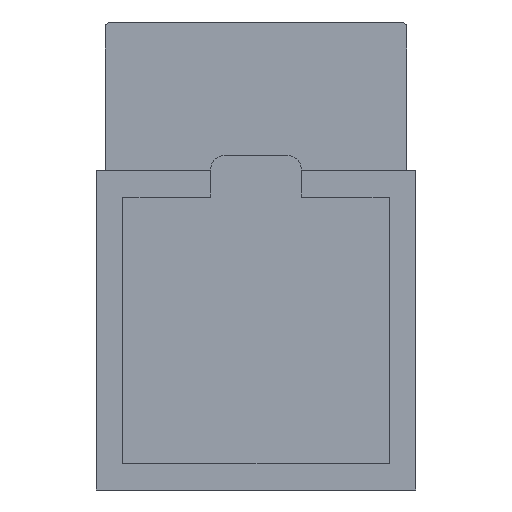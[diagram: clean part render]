
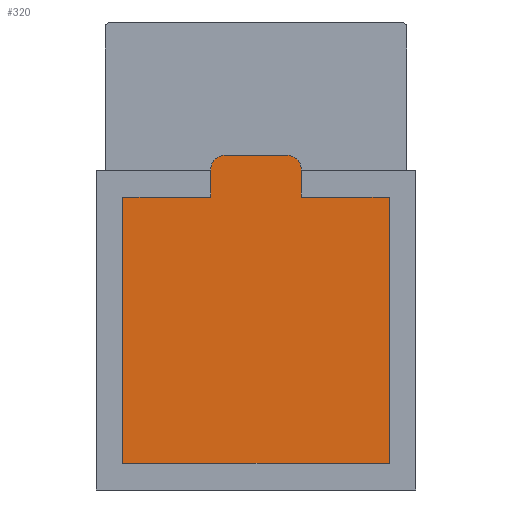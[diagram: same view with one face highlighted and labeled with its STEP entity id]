
A CAD part, front view. The second image highlights one B-rep face of the part: STEP entity #320.
In plain terms, the highlighted planar face has unit normal (0, -1, 0).
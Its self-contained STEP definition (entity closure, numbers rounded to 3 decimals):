
#5 = LINE ( 'NONE', #1903, #1281 ) ;
#25 = VECTOR ( 'NONE', #1079, 1000. ) ;
#58 = AXIS2_PLACEMENT_3D ( 'NONE', #593, #1528, #353 ) ;
#74 = PLANE ( 'NONE',  #1394 ) ;
#94 = CIRCLE ( 'NONE', #58, 0.5 ) ;
#101 = VERTEX_POINT ( 'NONE', #1003 ) ;
#109 = DIRECTION ( 'NONE',  ( 0., 0., -1. ) ) ;
#120 = CARTESIAN_POINT ( 'NONE',  ( 0., 0., 0. ) ) ;
#142 = DIRECTION ( 'NONE',  ( 0., -1., 0. ) ) ;
#152 = CARTESIAN_POINT ( 'NONE',  ( -1.538, 0., 5.413 ) ) ;
#174 = VECTOR ( 'NONE', #1942, 1000. ) ;
#194 = EDGE_LOOP ( 'NONE', ( #985, #266, #2160, #222, #619, #553, #2389, #898, #1393, #865 ) ) ;
#222 = ORIENTED_EDGE ( 'NONE', *, *, #1157, .T. ) ;
#261 = LINE ( 'NONE', #1727, #2409 ) ;
#266 = ORIENTED_EDGE ( 'NONE', *, *, #1063, .T. ) ;
#295 = CARTESIAN_POINT ( 'NONE',  ( -4.5, 0., -4.5 ) ) ;
#320 = ADVANCED_FACE ( 'NONE', ( #1764 ), #74, .F. ) ;
#337 = EDGE_CURVE ( 'NONE', #414, #615, #1603, .T. ) ;
#353 = DIRECTION ( 'NONE',  ( 0., 0., 1. ) ) ;
#414 = VERTEX_POINT ( 'NONE', #2397 ) ;
#460 = CARTESIAN_POINT ( 'NONE',  ( -1.538, 0., 5.913 ) ) ;
#513 = EDGE_CURVE ( 'NONE', #101, #1174, #1360, .T. ) ;
#553 = ORIENTED_EDGE ( 'NONE', *, *, #688, .T. ) ;
#593 = CARTESIAN_POINT ( 'NONE',  ( -1.038, 0., 5.413 ) ) ;
#611 = CARTESIAN_POINT ( 'NONE',  ( 4.5, 0., -4.5 ) ) ;
#615 = VERTEX_POINT ( 'NONE', #690 ) ;
#617 = CARTESIAN_POINT ( 'NONE',  ( 4.5, 0., 4.5 ) ) ;
#619 = ORIENTED_EDGE ( 'NONE', *, *, #337, .T. ) ;
#688 = EDGE_CURVE ( 'NONE', #615, #101, #5, .T. ) ;
#690 = CARTESIAN_POINT ( 'NONE',  ( -4.5, 0., -4.5 ) ) ;
#699 = CARTESIAN_POINT ( 'NONE',  ( -4.5, 0., 4.5 ) ) ;
#721 = VECTOR ( 'NONE', #987, 1000. ) ;
#735 = CARTESIAN_POINT ( 'NONE',  ( -4.5, 0., 4.5 ) ) ;
#788 = CARTESIAN_POINT ( 'NONE',  ( 1.038, 0., 5.913 ) ) ;
#865 = ORIENTED_EDGE ( 'NONE', *, *, #975, .T. ) ;
#895 = DIRECTION ( 'NONE',  ( 0., 0., 1. ) ) ;
#898 = ORIENTED_EDGE ( 'NONE', *, *, #1756, .T. ) ;
#975 = EDGE_CURVE ( 'NONE', #1324, #1928, #2419, .T. ) ;
#985 = ORIENTED_EDGE ( 'NONE', *, *, #1311, .T. ) ;
#987 = DIRECTION ( 'NONE',  ( 0., 0., 1. ) ) ;
#994 = VERTEX_POINT ( 'NONE', #152 ) ;
#1003 = CARTESIAN_POINT ( 'NONE',  ( 4.5, 0., -4.5 ) ) ;
#1012 = DIRECTION ( 'NONE',  ( 0., 0., 1. ) ) ;
#1063 = EDGE_CURVE ( 'NONE', #1734, #994, #94, .T. ) ;
#1079 = DIRECTION ( 'NONE',  ( -1., 0., 0. ) ) ;
#1090 = CARTESIAN_POINT ( 'NONE',  ( 1.038, 0., 5.413 ) ) ;
#1155 = DIRECTION ( 'NONE',  ( 1., 0., 0. ) ) ;
#1157 = EDGE_CURVE ( 'NONE', #1966, #414, #1905, .T. ) ;
#1174 = VERTEX_POINT ( 'NONE', #617 ) ;
#1195 = CARTESIAN_POINT ( 'NONE',  ( -1.538, 0., 3.087 ) ) ;
#1222 = DIRECTION ( 'NONE',  ( -1., 0., 0. ) ) ;
#1255 = CARTESIAN_POINT ( 'NONE',  ( 1.538, 0., 4.5 ) ) ;
#1276 = EDGE_CURVE ( 'NONE', #994, #1966, #1759, .T. ) ;
#1281 = VECTOR ( 'NONE', #1155, 1000. ) ;
#1311 = EDGE_CURVE ( 'NONE', #1928, #1734, #1405, .T. ) ;
#1324 = VERTEX_POINT ( 'NONE', #1793 ) ;
#1360 = LINE ( 'NONE', #611, #721 ) ;
#1384 = CARTESIAN_POINT ( 'NONE',  ( -1.538, 0., 4.5 ) ) ;
#1393 = ORIENTED_EDGE ( 'NONE', *, *, #2027, .T. ) ;
#1394 = AXIS2_PLACEMENT_3D ( 'NONE', #120, #1800, #1437 ) ;
#1405 = LINE ( 'NONE', #460, #2183 ) ;
#1414 = VERTEX_POINT ( 'NONE', #1255 ) ;
#1437 = DIRECTION ( 'NONE',  ( 0., 0., 1. ) ) ;
#1438 = AXIS2_PLACEMENT_3D ( 'NONE', #1090, #142, #895 ) ;
#1453 = CARTESIAN_POINT ( 'NONE',  ( -1.038, 0., 5.913 ) ) ;
#1528 = DIRECTION ( 'NONE',  ( 0., -1., 0. ) ) ;
#1603 = LINE ( 'NONE', #295, #1704 ) ;
#1691 = DIRECTION ( 'NONE',  ( -1., 0., 0. ) ) ;
#1704 = VECTOR ( 'NONE', #109, 1000. ) ;
#1727 = CARTESIAN_POINT ( 'NONE',  ( 1.538, 0., 3.087 ) ) ;
#1734 = VERTEX_POINT ( 'NONE', #1453 ) ;
#1756 = EDGE_CURVE ( 'NONE', #1174, #1414, #2157, .T. ) ;
#1759 = LINE ( 'NONE', #1195, #174 ) ;
#1764 = FACE_OUTER_BOUND ( 'NONE', #194, .T. ) ;
#1793 = CARTESIAN_POINT ( 'NONE',  ( 1.538, 0., 5.413 ) ) ;
#1800 = DIRECTION ( 'NONE',  ( 0., 1., 0. ) ) ;
#1869 = VECTOR ( 'NONE', #1691, 1000. ) ;
#1903 = CARTESIAN_POINT ( 'NONE',  ( -4.5, 0., -4.5 ) ) ;
#1905 = LINE ( 'NONE', #735, #1869 ) ;
#1928 = VERTEX_POINT ( 'NONE', #788 ) ;
#1942 = DIRECTION ( 'NONE',  ( 0., 0., -1. ) ) ;
#1966 = VERTEX_POINT ( 'NONE', #1384 ) ;
#2027 = EDGE_CURVE ( 'NONE', #1414, #1324, #261, .T. ) ;
#2157 = LINE ( 'NONE', #699, #25 ) ;
#2160 = ORIENTED_EDGE ( 'NONE', *, *, #1276, .T. ) ;
#2183 = VECTOR ( 'NONE', #1222, 1000. ) ;
#2389 = ORIENTED_EDGE ( 'NONE', *, *, #513, .T. ) ;
#2397 = CARTESIAN_POINT ( 'NONE',  ( -4.5, 0., 4.5 ) ) ;
#2409 = VECTOR ( 'NONE', #1012, 1000. ) ;
#2419 = CIRCLE ( 'NONE', #1438, 0.5 ) ;
